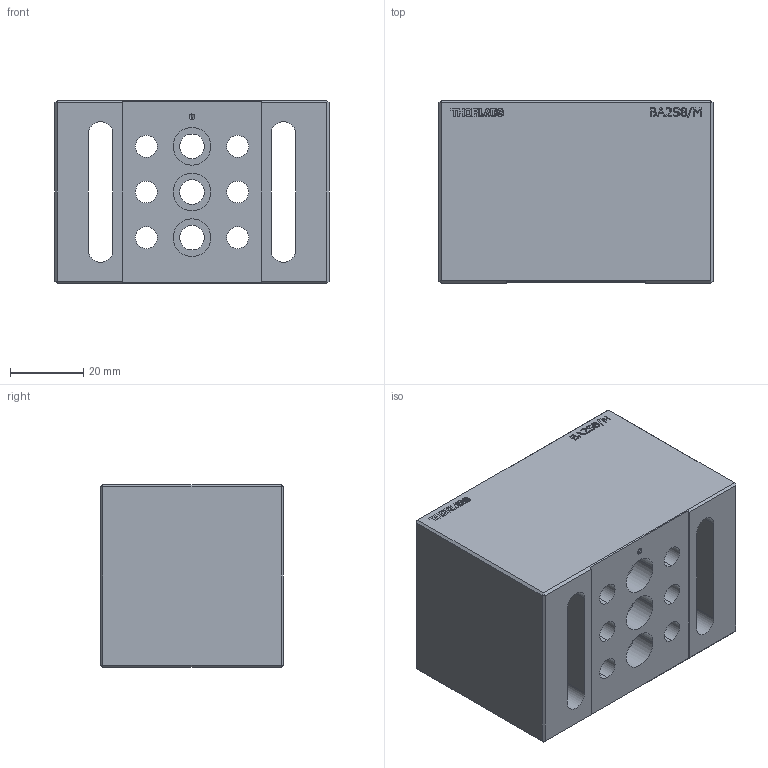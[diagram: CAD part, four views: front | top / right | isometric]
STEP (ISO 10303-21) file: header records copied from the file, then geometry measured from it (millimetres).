
FILE_DESCRIPTION (( 'STEP AP214' ), '1' );
FILE_NAME ('18445-E0W.STEP', '2013-11-14T14:13:28', ( 'Admin' ), ( '' ), 'SwSTEP 2.0', 'SolidWorks 2012', '' );
FILE_SCHEMA (( 'AUTOMOTIVE_DESIGN' ));
Length unit declared in the file: inch
Products named in the file (1): 18445-E0W
Bounding box: 75 x 50 x 50 mm (x, y, z)
Volume: 142090.6 mm3; surface area: 36002.1 mm2
Topology: 1 solids, 1 shells, 454 faces, 1213 edges, 801 vertices
Faces by surface type: plane 242, bspline 172, cylinder 38, cone 2
Entity records: 24985 total; most frequent: CARTESIAN_POINT 8791, ORIENTED_EDGE 2422, DIRECTION 1509, EDGE_CURVE 1211, VERTEX_POINT 801, VECTOR 791, LINE 791, EDGE_LOOP 518
